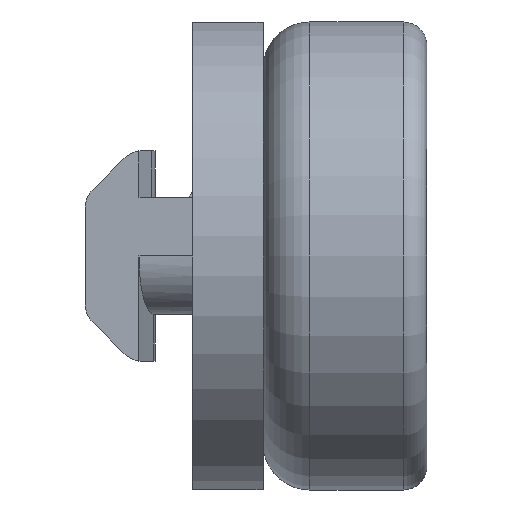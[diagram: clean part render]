
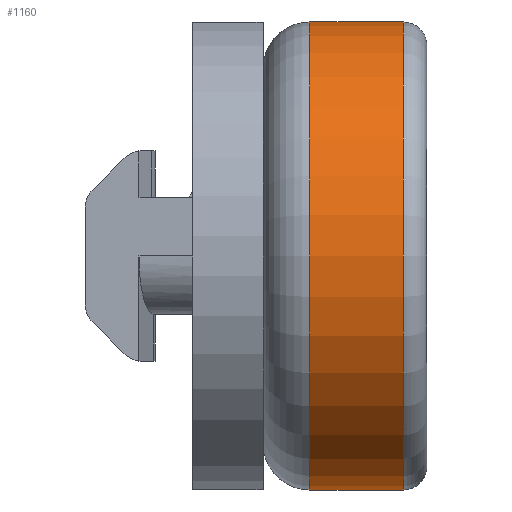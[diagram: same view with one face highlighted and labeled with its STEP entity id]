
A CAD part, left-side view. The second image highlights one B-rep face of the part: STEP entity #1160.
In plain terms, the highlighted cylindrical face has radius 10 mm (diameter 20 mm), a full revolution.
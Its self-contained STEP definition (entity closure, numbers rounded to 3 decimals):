
#63=FACE_OUTER_BOUND('',#127,.T.);
#127=EDGE_LOOP('',(#803,#804,#805,#806,#807,#808));
#196=CIRCLE('',#1253,10.);
#197=CIRCLE('',#1254,10.);
#198=CIRCLE('',#1256,10.);
#199=CIRCLE('',#1257,10.);
#256=LINE('',#1792,#371);
#371=VECTOR('',#1413,10.);
#498=VERTEX_POINT('',#1783);
#499=VERTEX_POINT('',#1785);
#500=VERTEX_POINT('',#1789);
#501=VERTEX_POINT('',#1790);
#620=EDGE_CURVE('',#498,#499,#196,.T.);
#621=EDGE_CURVE('',#499,#498,#197,.T.);
#622=EDGE_CURVE('',#500,#501,#198,.T.);
#623=EDGE_CURVE('',#501,#498,#256,.T.);
#624=EDGE_CURVE('',#501,#500,#199,.T.);
#803=ORIENTED_EDGE('',*,*,#622,.T.);
#804=ORIENTED_EDGE('',*,*,#623,.T.);
#805=ORIENTED_EDGE('',*,*,#621,.F.);
#806=ORIENTED_EDGE('',*,*,#620,.F.);
#807=ORIENTED_EDGE('',*,*,#623,.F.);
#808=ORIENTED_EDGE('',*,*,#624,.T.);
#1132=CYLINDRICAL_SURFACE('',#1255,10.);
#1160=ADVANCED_FACE('',(#63),#1132,.T.);
#1253=AXIS2_PLACEMENT_3D('',#1786,#1405,#1406);
#1254=AXIS2_PLACEMENT_3D('',#1787,#1407,#1408);
#1255=AXIS2_PLACEMENT_3D('',#1788,#1409,#1410);
#1256=AXIS2_PLACEMENT_3D('',#1791,#1411,#1412);
#1257=AXIS2_PLACEMENT_3D('',#1793,#1414,#1415);
#1405=DIRECTION('center_axis',(0.,1.,0.));
#1406=DIRECTION('ref_axis',(0.,0.,1.));
#1407=DIRECTION('center_axis',(0.,1.,0.));
#1408=DIRECTION('ref_axis',(0.,0.,1.));
#1409=DIRECTION('center_axis',(0.,-1.,0.));
#1410=DIRECTION('ref_axis',(0.,0.,1.));
#1411=DIRECTION('center_axis',(0.,1.,0.));
#1412=DIRECTION('ref_axis',(0.,0.,1.));
#1413=DIRECTION('',(0.,1.,0.));
#1414=DIRECTION('center_axis',(0.,1.,0.));
#1415=DIRECTION('ref_axis',(0.,0.,1.));
#1783=CARTESIAN_POINT('',(-35.,-5.,-10.));
#1785=CARTESIAN_POINT('',(-35.,-5.,10.));
#1786=CARTESIAN_POINT('Origin',(-35.,-5.,0.));
#1787=CARTESIAN_POINT('Origin',(-35.,-5.,0.));
#1788=CARTESIAN_POINT('Origin',(-35.,-3.,0.));
#1789=CARTESIAN_POINT('',(-35.,-9.,10.));
#1790=CARTESIAN_POINT('',(-35.,-9.,-10.));
#1791=CARTESIAN_POINT('Origin',(-35.,-9.,0.));
#1792=CARTESIAN_POINT('',(-35.,-3.,-10.));
#1793=CARTESIAN_POINT('Origin',(-35.,-9.,0.));
